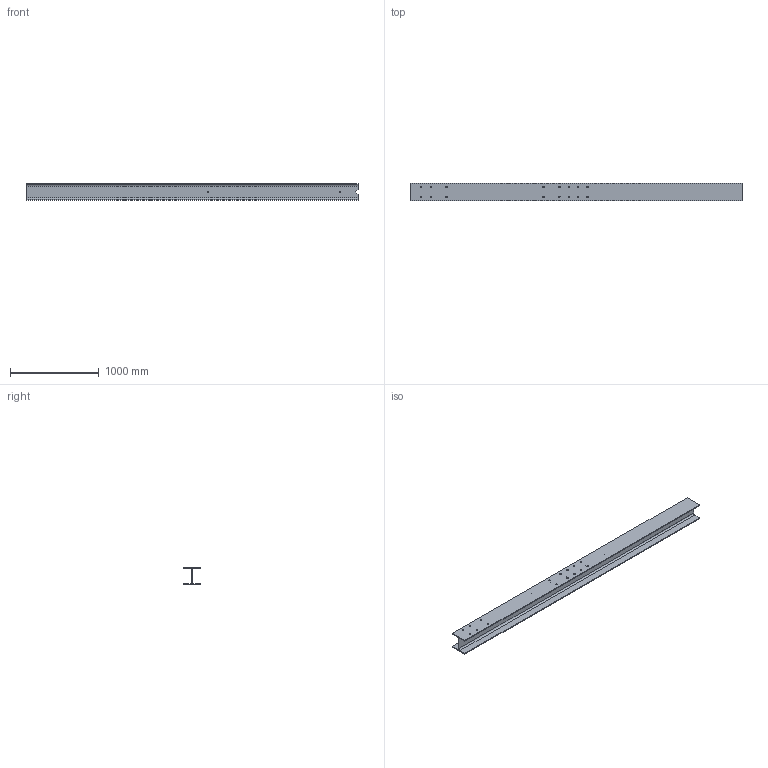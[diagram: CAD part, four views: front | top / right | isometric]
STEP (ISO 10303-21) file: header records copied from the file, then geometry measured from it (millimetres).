
FILE_DESCRIPTION (( 'STEP AP203' ), '1' );
FILE_NAME ('IPBL 200 Grundträger aussen +80245084.STEP', '2015-10-13T08:36:57', ( '' ), ( '' ), 'SwSTEP 2.0', 'SolidWorks 2014', '' );
FILE_SCHEMA (( 'CONFIG_CONTROL_DESIGN' ));
Length unit declared in the file: millimetre
Products named in the file (1): IPBL 200 Grundträger aussen +80245084
Bounding box: 3751 x 200 x 190 mm (x, y, z)
Volume: 20144062.7 mm3; surface area: 4271571.4 mm2
Topology: 1 solids, 1 shells, 57 faces, 165 edges, 110 vertices
Faces by surface type: cylinder 40, plane 17
Entity records: 2068 total; most frequent: DIRECTION 361, CARTESIAN_POINT 333, ORIENTED_EDGE 330, EDGE_CURVE 165, AXIS2_PLACEMENT_3D 138, VERTEX_POINT 110, EDGE_LOOP 93, LINE 85
